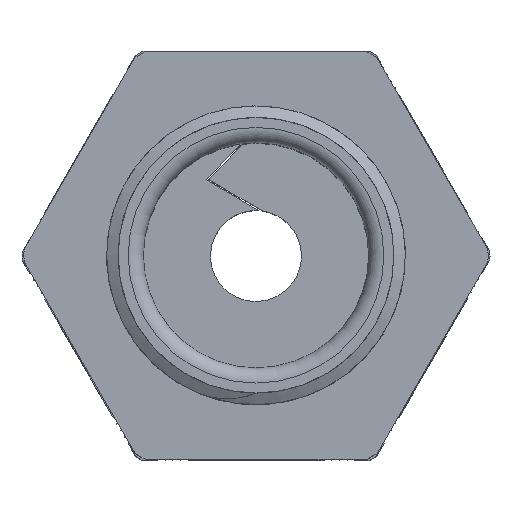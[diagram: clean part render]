
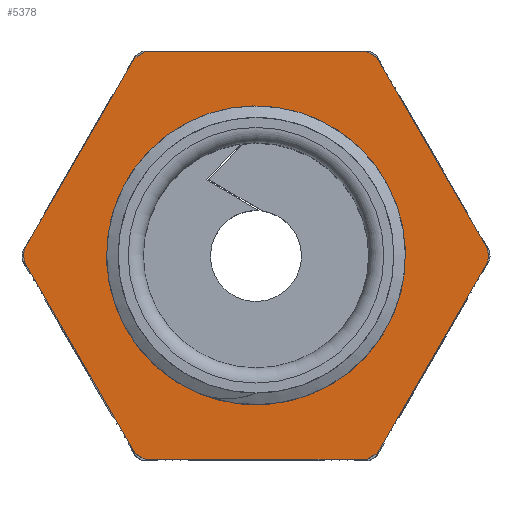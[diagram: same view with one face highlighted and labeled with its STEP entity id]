
A CAD part, top view. The second image highlights one B-rep face of the part: STEP entity #5378.
In plain terms, the highlighted planar face has unit normal (0, 0, 1).
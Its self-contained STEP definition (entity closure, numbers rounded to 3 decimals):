
#136=FACE_BOUND('',#1132,.T.);
#328=CIRCLE('',#5705,9.094);
#471=CIRCLE('',#5949,15.31);
#472=CIRCLE('',#5952,15.31);
#473=CIRCLE('',#5955,15.31);
#474=CIRCLE('',#5958,15.31);
#475=CIRCLE('',#5961,15.31);
#476=CIRCLE('',#5964,15.31);
#822=FACE_OUTER_BOUND('',#1131,.T.);
#1131=EDGE_LOOP('',(#4875,#4876,#4877,#4878,#4879,#4880,#4881,#4882,#4883,
#4884,#4885,#4886));
#1132=EDGE_LOOP('',(#4887));
#1541=LINE('',#12984,#1958);
#1544=LINE('',#12992,#1961);
#1547=LINE('',#13000,#1964);
#1550=LINE('',#13008,#1967);
#1553=LINE('',#13016,#1970);
#1556=LINE('',#13023,#1973);
#1958=VECTOR('',#7415,10.);
#1961=VECTOR('',#7424,10.);
#1964=VECTOR('',#7433,10.);
#1967=VECTOR('',#7442,10.);
#1970=VECTOR('',#7451,10.);
#1973=VECTOR('',#7460,10.);
#2294=VERTEX_POINT('',#11445);
#2497=VERTEX_POINT('',#12977);
#2498=VERTEX_POINT('',#12979);
#2499=VERTEX_POINT('',#12983);
#2500=VERTEX_POINT('',#12987);
#2501=VERTEX_POINT('',#12991);
#2502=VERTEX_POINT('',#12995);
#2503=VERTEX_POINT('',#12999);
#2504=VERTEX_POINT('',#13003);
#2505=VERTEX_POINT('',#13007);
#2506=VERTEX_POINT('',#13011);
#2507=VERTEX_POINT('',#13015);
#2508=VERTEX_POINT('',#13019);
#2988=EDGE_CURVE('',#2294,#2294,#328,.T.);
#3283=EDGE_CURVE('',#2498,#2497,#471,.T.);
#3285=EDGE_CURVE('',#2499,#2498,#1541,.T.);
#3287=EDGE_CURVE('',#2500,#2499,#472,.T.);
#3289=EDGE_CURVE('',#2501,#2500,#1544,.T.);
#3291=EDGE_CURVE('',#2502,#2501,#473,.T.);
#3293=EDGE_CURVE('',#2503,#2502,#1547,.T.);
#3295=EDGE_CURVE('',#2504,#2503,#474,.T.);
#3297=EDGE_CURVE('',#2505,#2504,#1550,.T.);
#3299=EDGE_CURVE('',#2506,#2505,#475,.T.);
#3301=EDGE_CURVE('',#2507,#2506,#1553,.T.);
#3303=EDGE_CURVE('',#2508,#2507,#476,.T.);
#3305=EDGE_CURVE('',#2497,#2508,#1556,.T.);
#4875=ORIENTED_EDGE('',*,*,#3305,.T.);
#4876=ORIENTED_EDGE('',*,*,#3303,.T.);
#4877=ORIENTED_EDGE('',*,*,#3301,.T.);
#4878=ORIENTED_EDGE('',*,*,#3299,.T.);
#4879=ORIENTED_EDGE('',*,*,#3297,.T.);
#4880=ORIENTED_EDGE('',*,*,#3295,.T.);
#4881=ORIENTED_EDGE('',*,*,#3293,.T.);
#4882=ORIENTED_EDGE('',*,*,#3291,.T.);
#4883=ORIENTED_EDGE('',*,*,#3289,.T.);
#4884=ORIENTED_EDGE('',*,*,#3287,.T.);
#4885=ORIENTED_EDGE('',*,*,#3285,.T.);
#4886=ORIENTED_EDGE('',*,*,#3283,.T.);
#4887=ORIENTED_EDGE('',*,*,#2988,.T.);
#5093=PLANE('',#5966);
#5378=ADVANCED_FACE('',(#822,#136),#5093,.T.);
#5705=AXIS2_PLACEMENT_3D('',#11997,#6807,#6808);
#5949=AXIS2_PLACEMENT_3D('',#12980,#7410,#7411);
#5952=AXIS2_PLACEMENT_3D('',#12988,#7419,#7420);
#5955=AXIS2_PLACEMENT_3D('',#12996,#7428,#7429);
#5958=AXIS2_PLACEMENT_3D('',#13004,#7437,#7438);
#5961=AXIS2_PLACEMENT_3D('',#13012,#7446,#7447);
#5964=AXIS2_PLACEMENT_3D('',#13020,#7455,#7456);
#5966=AXIS2_PLACEMENT_3D('',#13024,#7461,#7462);
#6807=DIRECTION('center_axis',(0.,0.,-1.));
#6808=DIRECTION('ref_axis',(-1.,0.,0.));
#7410=DIRECTION('center_axis',(0.,0.,1.));
#7411=DIRECTION('ref_axis',(1.,0.,0.));
#7415=DIRECTION('',(0.501,-0.865,0.));
#7419=DIRECTION('center_axis',(0.,0.,1.));
#7420=DIRECTION('ref_axis',(1.,0.,0.));
#7424=DIRECTION('',(-0.499,-0.867,0.));
#7428=DIRECTION('center_axis',(0.,0.,1.));
#7429=DIRECTION('ref_axis',(1.,0.,0.));
#7433=DIRECTION('',(-1.,-0.001,0.));
#7437=DIRECTION('center_axis',(0.,0.,1.));
#7438=DIRECTION('ref_axis',(1.,0.,0.));
#7442=DIRECTION('',(-0.501,0.865,0.));
#7446=DIRECTION('center_axis',(0.,0.,1.));
#7447=DIRECTION('ref_axis',(1.,0.,0.));
#7451=DIRECTION('',(0.499,0.867,0.));
#7455=DIRECTION('center_axis',(0.,0.,1.));
#7456=DIRECTION('ref_axis',(1.,0.,0.));
#7460=DIRECTION('',(1.,0.001,0.));
#7461=DIRECTION('center_axis',(0.,0.,1.));
#7462=DIRECTION('ref_axis',(1.,0.,0.));
#11445=CARTESIAN_POINT('',(9.094,0.,17.33));
#11997=CARTESIAN_POINT('Origin',(0.,0.,17.33));
#12977=CARTESIAN_POINT('',(-7.308,-13.453,17.33));
#12979=CARTESIAN_POINT('',(-7.967,-13.073,17.33));
#12980=CARTESIAN_POINT('Origin',(0.,0.,17.33));
#12983=CARTESIAN_POINT('',(-15.305,-0.398,17.33));
#12984=CARTESIAN_POINT('',(-15.305,-0.398,17.33));
#12987=CARTESIAN_POINT('',(-15.306,0.363,17.33));
#12988=CARTESIAN_POINT('Origin',(0.,0.,17.33));
#12991=CARTESIAN_POINT('',(-7.997,13.056,17.33));
#12992=CARTESIAN_POINT('',(-7.997,13.056,17.33));
#12995=CARTESIAN_POINT('',(-7.338,13.437,17.33));
#12996=CARTESIAN_POINT('Origin',(0.,0.,17.33));
#12999=CARTESIAN_POINT('',(7.308,13.453,17.33));
#13000=CARTESIAN_POINT('',(7.308,13.453,17.33));
#13003=CARTESIAN_POINT('',(7.967,13.073,17.33));
#13004=CARTESIAN_POINT('Origin',(0.,0.,17.33));
#13007=CARTESIAN_POINT('',(15.305,0.398,17.33));
#13008=CARTESIAN_POINT('',(15.305,0.398,17.33));
#13011=CARTESIAN_POINT('',(15.306,-0.363,17.33));
#13012=CARTESIAN_POINT('Origin',(0.,0.,17.33));
#13015=CARTESIAN_POINT('',(7.997,-13.056,17.33));
#13016=CARTESIAN_POINT('',(7.997,-13.056,17.33));
#13019=CARTESIAN_POINT('',(7.338,-13.437,17.33));
#13020=CARTESIAN_POINT('Origin',(0.,0.,17.33));
#13023=CARTESIAN_POINT('',(-7.308,-13.453,17.33));
#13024=CARTESIAN_POINT('Origin',(0.,0.,
17.33));
